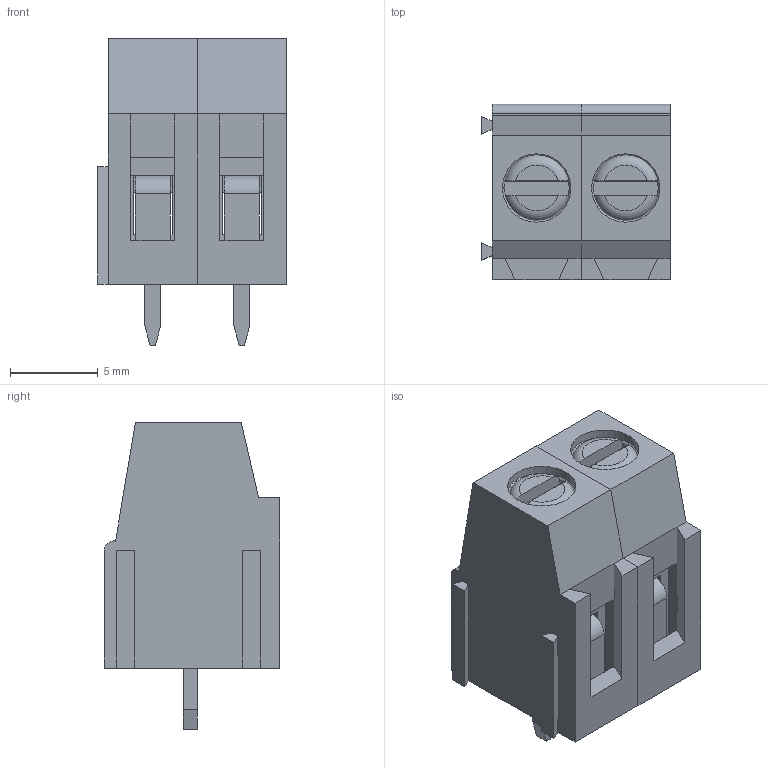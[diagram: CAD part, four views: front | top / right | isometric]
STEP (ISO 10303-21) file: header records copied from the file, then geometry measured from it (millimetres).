
FILE_DESCRIPTION (( 'STEP AP214' ), '1' );
FILE_NAME ('CONN-TH_2P-P5.08_DB128L-5.08-2P-BK-S.step', '2022-07-29T16:11:31', ( '' ), ( '' ), 'SwSTEP 2.0', 'SolidWorks 2020', '' );
FILE_SCHEMA (( 'AUTOMOTIVE_DESIGN' ));
Length unit declared in the file: millimetre
Products named in the file (1): CONN-TH_2P-P5.08_DB128L-5.08-2P-BK-S
Bounding box: 10.76 x 10 x 17.5 mm (x, y, z)
Volume: 846.2 mm3; surface area: 2314.9 mm2
Topology: 19 solids, 19 shells, 641 faces, 1747 edges, 1154 vertices
Faces by surface type: plane 469, bspline 112, cylinder 44, torus 16
Entity records: 28524 total; most frequent: CARTESIAN_POINT 5687, ORIENTED_EDGE 3494, DIRECTION 2691, EDGE_CURVE 1747, LINE 1391, VECTOR 1391, VERTEX_POINT 1154, EDGE_LOOP 679
